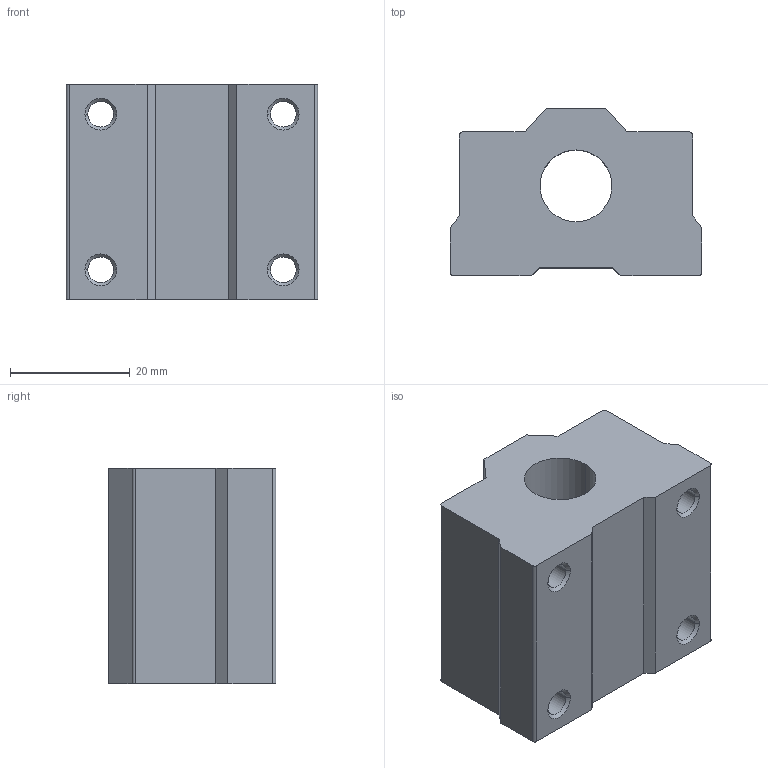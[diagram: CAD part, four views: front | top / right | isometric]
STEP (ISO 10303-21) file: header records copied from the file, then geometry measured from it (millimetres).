
FILE_DESCRIPTION (( 'STEP AP214' ), '1' );
FILE_NAME ('Ñáîðêà2.STEP', '2025-01-23T14:44:00', ( '' ), ( '' ), 'SwSTEP 2.0', 'SolidWorks 2024', '' );
FILE_SCHEMA (( 'AUTOMOTIVE_DESIGN' ));
Length unit declared in the file: millimetre
Products named in the file (2): Сборка2; B444 Линейный подшипник SCS в алюминиевом корпусе для валов Ø 12 мм_SCS12UU
Assembly tree (1 placements, depth 2):
  Сборка2
    B444 Линейный подшипник SCS в алюминиевом корпусе для валов Ø 12 мм_SCS12UU
Bounding box: 42 x 28 x 36 mm (x, y, z)
Volume: 30463.7 mm3; surface area: 9085.4 mm2
Topology: 1 solids, 1 shells, 48 faces, 122 edges, 76 vertices
Faces by surface type: plane 18, cone 16, cylinder 14
Entity records: 1517 total; most frequent: DIRECTION 270, CARTESIAN_POINT 250, ORIENTED_EDGE 244, EDGE_CURVE 122, AXIS2_PLACEMENT_3D 96, VECTOR 78, LINE 78, VERTEX_POINT 76
